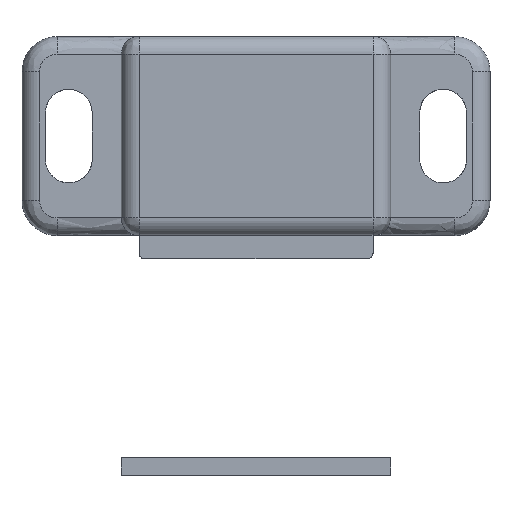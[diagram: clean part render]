
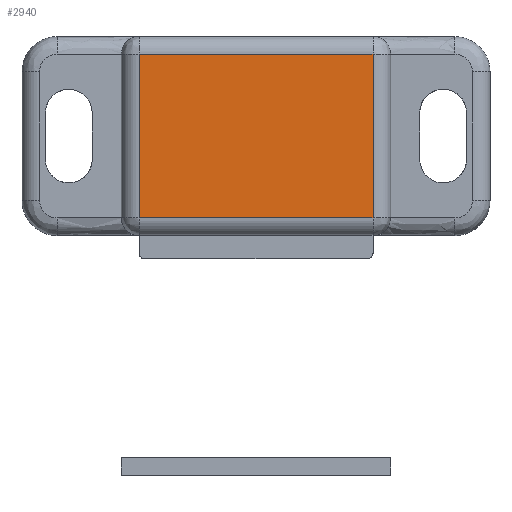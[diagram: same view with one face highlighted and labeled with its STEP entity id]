
A CAD part, top view. The second image highlights one B-rep face of the part: STEP entity #2940.
In plain terms, the highlighted free-form (B-spline) face has degree [1, 1] with [2, 2] control points.
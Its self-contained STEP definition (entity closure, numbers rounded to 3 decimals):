
#1974=CARTESIAN_POINT('',(10.0,-15.5,10.0));
#1975=VERTEX_POINT('',#1974);
#2022=CARTESIAN_POINT('',(10.0,-1.5,10.0));
#2023=VERTEX_POINT('',#2022);
#2037=CARTESIAN_POINT('',(10.0,-15.5,10.0));
#2038=CARTESIAN_POINT('',(10.0,-1.5,10.0));
#2039=QUASI_UNIFORM_CURVE('',1,(#2037,#2038),.UNSPECIFIED.,.F.,.U.);
#2040=EDGE_CURVE('',#1975,#2023,#2039,.T.);
#2065=CARTESIAN_POINT('',(-10.0,-15.5,10.0));
#2066=VERTEX_POINT('',#2065);
#2088=CARTESIAN_POINT('',(-10.0,-15.5,10.0));
#2089=CARTESIAN_POINT('',(10.0,-15.5,10.0));
#2090=QUASI_UNIFORM_CURVE('',1,(#2088,#2089),.UNSPECIFIED.,.F.,.U.);
#2091=EDGE_CURVE('',#2066,#1975,#2090,.T.);
#2253=CARTESIAN_POINT('',(-10.0,-1.5,10.0));
#2254=VERTEX_POINT('',#2253);
#2268=CARTESIAN_POINT('',(10.0,-1.5,10.0));
#2269=CARTESIAN_POINT('',(-10.0,-1.5,10.0));
#2270=QUASI_UNIFORM_CURVE('',1,(#2268,#2269),.UNSPECIFIED.,.F.,.U.);
#2271=EDGE_CURVE('',#2023,#2254,#2270,.T.);
#2317=CARTESIAN_POINT('',(-10.0,-1.5,10.0));
#2318=CARTESIAN_POINT('',(-10.0,-15.5,10.0));
#2319=QUASI_UNIFORM_CURVE('',1,(#2317,#2318),.UNSPECIFIED.,.F.,.U.);
#2320=EDGE_CURVE('',#2254,#2066,#2319,.T.);
#2929=CARTESIAN_POINT('',(-10.999,-16.199,10.0));
#2930=CARTESIAN_POINT('',(10.999,-16.199,10.0));
#2931=CARTESIAN_POINT('',(-10.999,-0.801,10.0));
#2932=CARTESIAN_POINT('',(10.999,-0.801,10.0));
#2933=B_SPLINE_SURFACE_WITH_KNOTS('',1,1,((#2929,#2931),(#2930,#2932)),.UNSPECIFIED.,.F.,.F.,.U.,(2,2),(2,2),(0.0,21.998),(0.0,15.399),.UNSPECIFIED.);
#2934=ORIENTED_EDGE('',*,*,#2320,.T.);
#2935=ORIENTED_EDGE('',*,*,#2091,.T.);
#2936=ORIENTED_EDGE('',*,*,#2040,.T.);
#2937=ORIENTED_EDGE('',*,*,#2271,.T.);
#2938=EDGE_LOOP('',(#2934,#2935,#2936,#2937));
#2939=FACE_OUTER_BOUND('',#2938,.T.);
#2940=ADVANCED_FACE('',(#2939),#2933,.T.);
